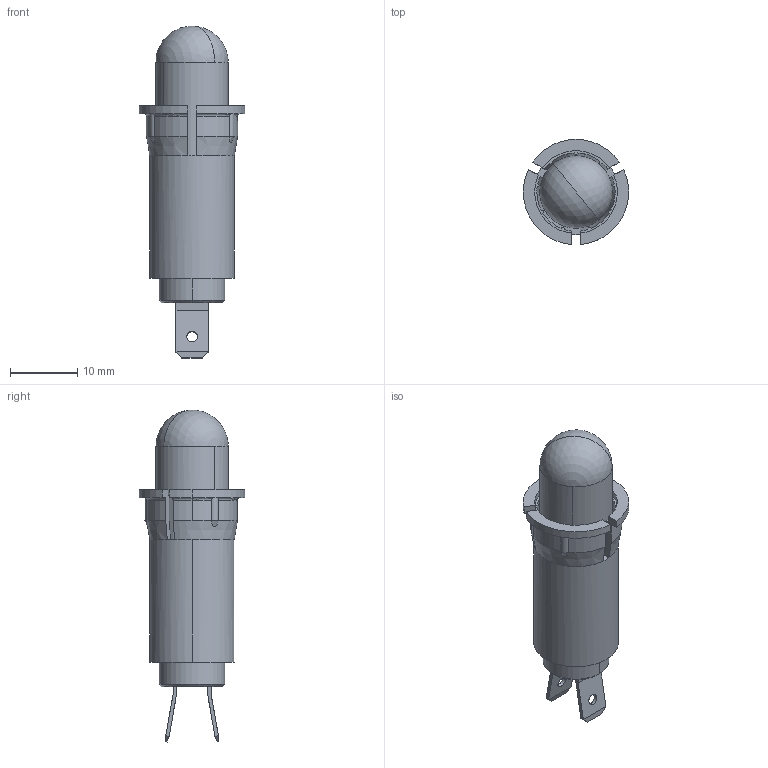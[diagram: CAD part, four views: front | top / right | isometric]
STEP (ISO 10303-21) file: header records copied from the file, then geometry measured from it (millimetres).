
FILE_DESCRIPTION (( 'STEP AP214' ), '1' );
FILE_NAME ('32-22T.STEP', '2019-05-14T20:16:28', ( 'user' ), ( 'Microsoft' ), 'SwSTEP 2.0', 'SolidWorks 2018', '' );
FILE_SCHEMA (( 'AUTOMOTIVE_DESIGN' ));
Length unit declared in the file: foot
Products named in the file (5): 98004XXXXX_98001XXXXX_Base_9800480208; 7800301000 Terminal .187 W_.187 wide; 91000902xx; -941-098-XXX; 32-22T
Assembly tree (5 placements, depth 2):
  32-22T
    -941-098-XXX
    91000902xx
    7800301000 Terminal .187 W_.187 wide  x2
    98004XXXXX_98001XXXXX_Base_9800480208
Bounding box: 15.61 x 15.6 x 49.21 mm (x, y, z)
Volume: 2199.8 mm3; surface area: 4300.8 mm2
Topology: 5 solids, 5 shells, 354 faces, 912 edges, 577 vertices
Faces by surface type: cylinder 157, plane 111, torus 37, bspline 21, sphere 16, cone 12
Entity records: 10797 total; most frequent: CARTESIAN_POINT 2565, DIRECTION 1722, ORIENTED_EDGE 1690, EDGE_CURVE 845, AXIS2_PLACEMENT_3D 679, VERTEX_POINT 534, LINE 364, VECTOR 364
